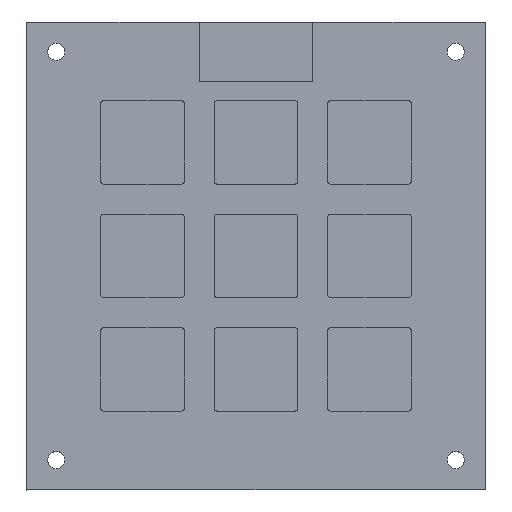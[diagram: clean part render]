
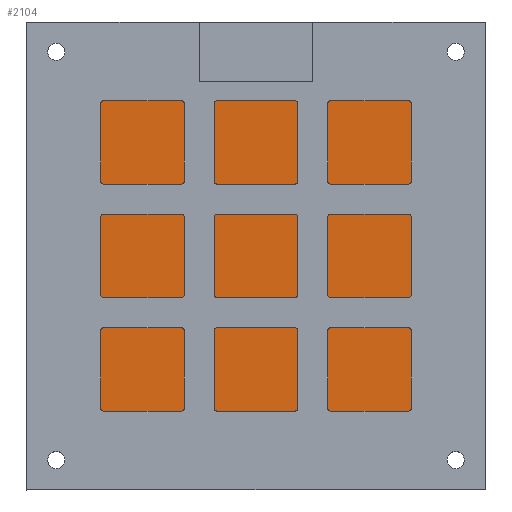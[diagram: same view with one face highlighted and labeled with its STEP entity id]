
A CAD part, top view. The second image highlights one B-rep face of the part: STEP entity #2104.
In plain terms, the highlighted planar face has unit normal (0, 0, 1).
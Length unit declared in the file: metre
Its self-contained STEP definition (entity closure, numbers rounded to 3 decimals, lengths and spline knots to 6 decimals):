
#110=LINE('',#3152,#326);
#114=LINE('',#3160,#330);
#117=LINE('',#3166,#333);
#119=LINE('',#3169,#335);
#326=VECTOR('',#2526,1.);
#330=VECTOR('',#2532,1.);
#333=VECTOR('',#2537,1.);
#335=VECTOR('',#2541,1.);
#608=ORIENTED_EDGE('',*,*,#1158,.F.);
#609=ORIENTED_EDGE('',*,*,#1162,.T.);
#610=ORIENTED_EDGE('',*,*,#1165,.T.);
#611=ORIENTED_EDGE('',*,*,#1167,.F.);
#1158=EDGE_CURVE('',#1450,#1451,#110,.T.);
#1162=EDGE_CURVE('',#1450,#1453,#114,.T.);
#1165=EDGE_CURVE('',#1453,#1455,#117,.T.);
#1167=EDGE_CURVE('',#1451,#1455,#119,.T.);
#1450=VERTEX_POINT('',#3151);
#1451=VERTEX_POINT('',#3153);
#1453=VERTEX_POINT('',#3159);
#1455=VERTEX_POINT('',#3165);
#1746=EDGE_LOOP('',(#608,#609,#610,#611));
#1898=FACE_BOUND('',#1746,.T.);
#2034=PLANE('',#2260);
#2104=ADVANCED_FACE('',(#1898),#2034,.T.);
#2260=AXIS2_PLACEMENT_3D('',#3170,#2542,#2543);
#2526=DIRECTION('',(1.,0.,0.));
#2532=DIRECTION('',(0.,-1.,0.));
#2537=DIRECTION('',(1.,0.,0.));
#2541=DIRECTION('',(0.,-1.,0.));
#2542=DIRECTION('',(0.,0.,1.));
#2543=DIRECTION('',(1.,0.,0.));
#3151=CARTESIAN_POINT('',(-0.0285,0.02925,0.0016));
#3152=CARTESIAN_POINT('',(0.,0.02925,0.0016));
#3153=CARTESIAN_POINT('',(0.0285,0.02925,0.0016));
#3159=CARTESIAN_POINT('',(-0.0285,-0.02925,0.0016));
#3160=CARTESIAN_POINT('',(-0.0285,0.,0.0016));
#3165=CARTESIAN_POINT('',(0.0285,-0.02925,0.0016));
#3166=CARTESIAN_POINT('',(0.,-0.02925,0.0016));
#3169=CARTESIAN_POINT('',(0.0285,0.,0.0016));
#3170=CARTESIAN_POINT('',(0.,0.,0.0016));
